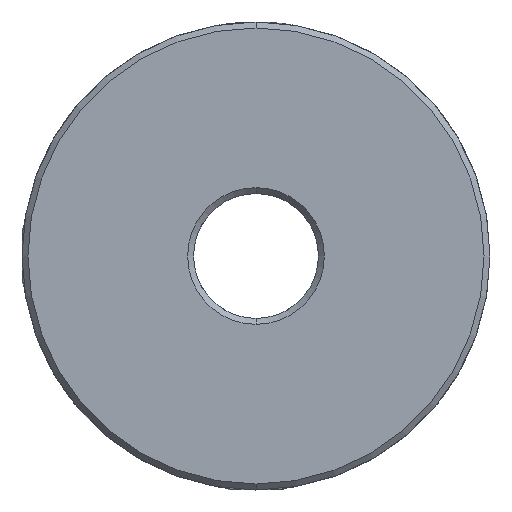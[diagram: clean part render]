
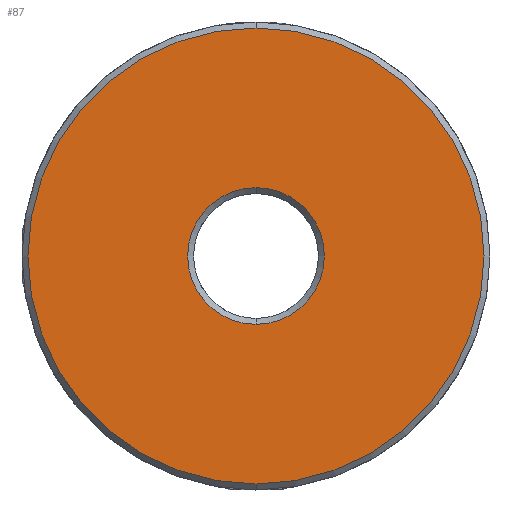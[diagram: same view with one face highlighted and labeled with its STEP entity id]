
A CAD part, left-side view. The second image highlights one B-rep face of the part: STEP entity #87.
In plain terms, the highlighted planar face has unit normal (-1, 0, 0).
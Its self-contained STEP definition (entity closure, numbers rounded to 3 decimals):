
#87 = ADVANCED_FACE ( 'NONE', ( #4416, #4419 ), #1333, .T. ) ;
#367 = VERTEX_POINT ( 'NONE', #1662 ) ;
#368 = VERTEX_POINT ( 'NONE', #1663 ) ;
#369 = VERTEX_POINT ( 'NONE', #1664 ) ;
#370 = VERTEX_POINT ( 'NONE', #1665 ) ;
#1332 = CARTESIAN_POINT ( 'NONE',  ( -17.5, 0., 0. ) ) ;
#1333 = PLANE ( 'NONE',  #4256 ) ;
#1335 = DIRECTION ( 'NONE',  ( -1., 0., 0. ) ) ;
#1336 = DIRECTION ( 'NONE',  ( 0., 0., -1. ) ) ;
#1662 = CARTESIAN_POINT ( 'NONE',  ( -17.5, 0., 4.381 ) ) ;
#1663 = CARTESIAN_POINT ( 'NONE',  ( -17.5, 0., -4.381 ) ) ;
#1664 = CARTESIAN_POINT ( 'NONE',  ( -17.5, 0., 14.619 ) ) ;
#1665 = CARTESIAN_POINT ( 'NONE',  ( -17.5, 0., -14.619 ) ) ;
#3457 = EDGE_LOOP ( 'NONE', ( #10883, #10884 ) ) ;
#3460 = EDGE_LOOP ( 'NONE', ( #10881, #10882 ) ) ;
#4048 = EDGE_CURVE ( 'NONE', #367, #368, #10325, .T. ) ;
#4076 = EDGE_CURVE ( 'NONE', #369, #370, #10366, .T. ) ;
#4132 = EDGE_CURVE ( 'NONE', #370, #369, #10419, .T. ) ;
#4134 = EDGE_CURVE ( 'NONE', #368, #367, #10422, .T. ) ;
#4256 = AXIS2_PLACEMENT_3D ( 'NONE', #1332, #1335, #1336 ) ;
#4416 = FACE_OUTER_BOUND ( 'NONE', #3460, .T. ) ;
#4419 = FACE_BOUND ( 'NONE', #3457, .T. ) ;
#8662 = AXIS2_PLACEMENT_3D ( 'NONE', #9690, #9691, #9692 ) ;
#8674 = AXIS2_PLACEMENT_3D ( 'NONE', #9764, #9766, #9767 ) ;
#8707 = AXIS2_PLACEMENT_3D ( 'NONE', #10060, #10061, #10062 ) ;
#8708 = AXIS2_PLACEMENT_3D ( 'NONE', #10066, #10067, #10068 ) ;
#9690 = CARTESIAN_POINT ( 'NONE',  ( -17.5, 0., 0. ) ) ;
#9691 = DIRECTION ( 'NONE',  ( -1., 0., 0. ) ) ;
#9692 = DIRECTION ( 'NONE',  ( 0., 0., -1. ) ) ;
#9764 = CARTESIAN_POINT ( 'NONE',  ( -17.5, 0., 0. ) ) ;
#9766 = DIRECTION ( 'NONE',  ( 1., 0., 0. ) ) ;
#9767 = DIRECTION ( 'NONE',  ( 0., 0., -1. ) ) ;
#10060 = CARTESIAN_POINT ( 'NONE',  ( -17.5, 0., 0. ) ) ;
#10061 = DIRECTION ( 'NONE',  ( 1., 0., 0. ) ) ;
#10062 = DIRECTION ( 'NONE',  ( 0., 0., -1. ) ) ;
#10066 = CARTESIAN_POINT ( 'NONE',  ( -17.5, 0., 0. ) ) ;
#10067 = DIRECTION ( 'NONE',  ( -1., 0., 0. ) ) ;
#10068 = DIRECTION ( 'NONE',  ( 0., 0., -1. ) ) ;
#10325 = CIRCLE ( 'NONE', #8662, 4.381 ) ;
#10366 = CIRCLE ( 'NONE', #8674, 14.619 ) ;
#10419 = CIRCLE ( 'NONE', #8707, 14.619 ) ;
#10422 = CIRCLE ( 'NONE', #8708, 4.381 ) ;
#10881 = ORIENTED_EDGE ( 'NONE', *, *, #4076, .F. ) ;
#10882 = ORIENTED_EDGE ( 'NONE', *, *, #4132, .F. ) ;
#10883 = ORIENTED_EDGE ( 'NONE', *, *, #4134, .F. ) ;
#10884 = ORIENTED_EDGE ( 'NONE', *, *, #4048, .F. ) ;
